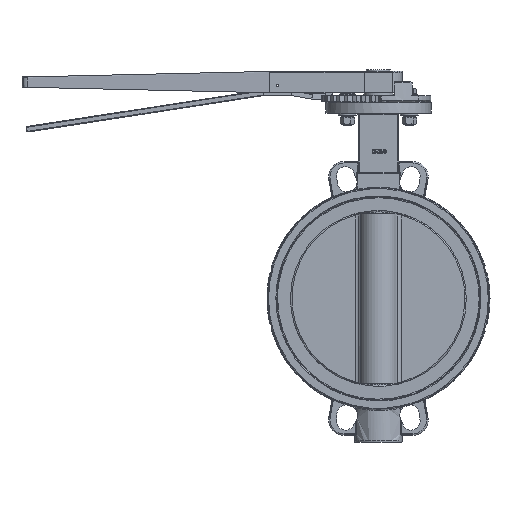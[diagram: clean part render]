
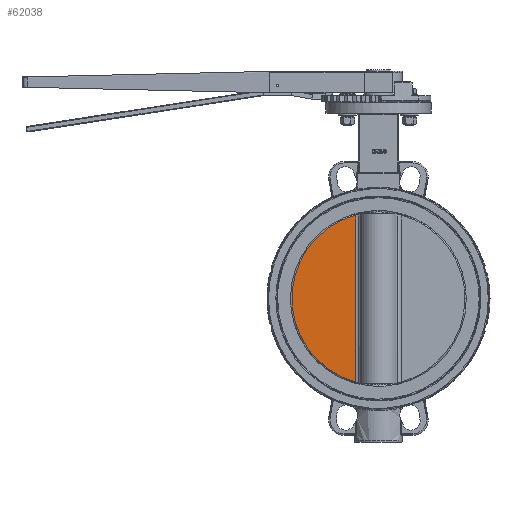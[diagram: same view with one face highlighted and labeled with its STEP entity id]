
A CAD part, front view. The second image highlights one B-rep face of the part: STEP entity #62038.
In plain terms, the highlighted planar face has unit normal (0, -1, 0).
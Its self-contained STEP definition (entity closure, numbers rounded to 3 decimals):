
#62014=CARTESIAN_POINT('',(0.,-4.,0.));
#62015=DIRECTION('',(-0.,-1.,-0.));
#62016=DIRECTION('',(1.,-0.,0.));
#62017=AXIS2_PLACEMENT_3D('',#62014,#62015,#62016);
#62018=PLANE('',#62017);
#62019=CARTESIAN_POINT('',(-32.346,-4.,-118.93));
#62020=VERTEX_POINT('',#62019);
#62021=CARTESIAN_POINT('',(-32.346,-4.,118.93));
#62022=VERTEX_POINT('',#62021);
#62023=CARTESIAN_POINT('',(-0.,-4.,-0.));
#62024=DIRECTION('',(0.,1.,0.));
#62025=DIRECTION('',(1.,-0.,0.));
#62026=AXIS2_PLACEMENT_3D('',#62023,#62024,#62025);
#62027=CIRCLE('',#62026,123.25);
#62028=EDGE_CURVE('',#62020,#62022,#62027,.T.);
#62029=ORIENTED_EDGE('',*,*,#62028,.F.);
#62030=CARTESIAN_POINT('',(-32.346,-4.,118.93));
#62031=DIRECTION('',(0.,0.,-1.));
#62032=VECTOR('',#62031,237.86);
#62033=LINE('',#62030,#62032);
#62034=EDGE_CURVE('',#62022,#62020,#62033,.T.);
#62035=ORIENTED_EDGE('',*,*,#62034,.F.);
#62036=EDGE_LOOP('',(#62029,#62035));
#62037=FACE_BOUND('',#62036,.T.);
#62038=ADVANCED_FACE('',(#62037),#62018,.T.);
